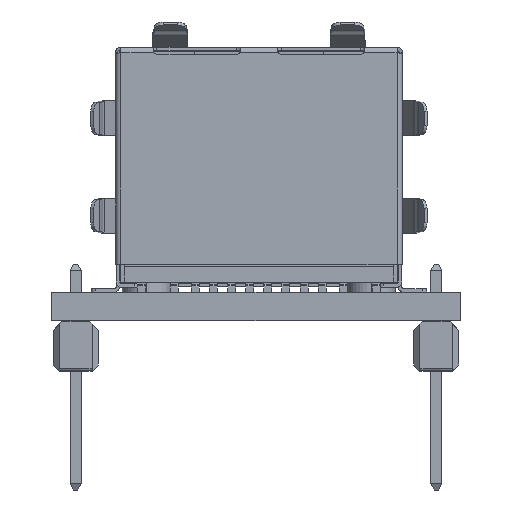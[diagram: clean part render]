
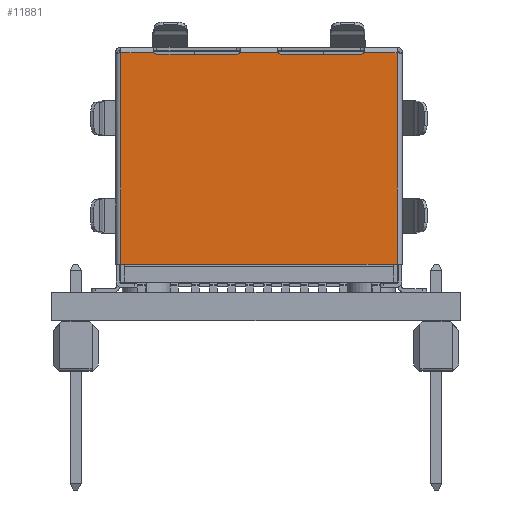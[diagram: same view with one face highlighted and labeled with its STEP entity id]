
A CAD part, front view. The second image highlights one B-rep face of the part: STEP entity #11881.
In plain terms, the highlighted planar face has unit normal (0, -1, 0).
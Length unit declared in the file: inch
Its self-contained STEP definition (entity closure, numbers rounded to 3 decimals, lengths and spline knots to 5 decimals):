
#254 = VERTEX_POINT ( 'NONE', #22626 ) ;
#1772 = DIRECTION ( 'NONE',  ( 0., 1., 0. ) ) ;
#2589 = CARTESIAN_POINT ( 'NONE',  ( 0.50846, 0.08681, 0.59083 ) ) ;
#2861 = CIRCLE ( 'NONE', #100460, 0.00984 ) ;
#4176 = VECTOR ( 'NONE', #10282, 39.37008 ) ;
#4366 = ORIENTED_EDGE ( 'NONE', *, *, #89886, .F. ) ;
#4369 = VERTEX_POINT ( 'NONE', #4625 ) ;
#4625 = CARTESIAN_POINT ( 'NONE',  ( 0.76552, 0.08681, 0.59449 ) ) ;
#5282 = VECTOR ( 'NONE', #89890, 39.37008 ) ;
#5286 = CARTESIAN_POINT ( 'NONE',  ( 0.41004, 0.08681, 0.60067 ) ) ;
#6413 = AXIS2_PLACEMENT_3D ( 'NONE', #25757, #73158, #26431 ) ;
#6620 = CARTESIAN_POINT ( 'NONE',  ( 0.15298, 0.08681, 0.12483 ) ) ;
#7432 = VERTEX_POINT ( 'NONE', #2589 ) ;
#8114 = CARTESIAN_POINT ( 'NONE',  ( 0.22522, 0.08681, 0.59449 ) ) ;
#8119 = FACE_OUTER_BOUND ( 'NONE', #74198, .T. ) ;
#10282 = DIRECTION ( 'NONE',  ( 0., 0., 1. ) ) ;
#11881 = ADVANCED_FACE ( 'NONE', ( #8119 ), #49714, .F. ) ;
#13244 = DIRECTION ( 'NONE',  ( 1., 0., 0. ) ) ;
#14272 = CARTESIAN_POINT ( 'NONE',  ( 0.4177, 0.08681, 0.59449 ) ) ;
#15115 = CIRCLE ( 'NONE', #6413, 0.00984 ) ;
#16842 = CARTESIAN_POINT ( 'NONE',  ( 0.68563, 0.08681, 0.60067 ) ) ;
#17407 = VERTEX_POINT ( 'NONE', #14272 ) ;
#17454 = VERTEX_POINT ( 'NONE', #30311 ) ;
#17859 = VERTEX_POINT ( 'NONE', #28520 ) ;
#18922 = EDGE_CURVE ( 'NONE', #58317, #17454, #31295, .T. ) ;
#19166 = VERTEX_POINT ( 'NONE', #8114 ) ;
#20966 = ORIENTED_EDGE ( 'NONE', *, *, #62194, .T. ) ;
#22626 = CARTESIAN_POINT ( 'NONE',  ( 0.50081, 0.08681, 0.59449 ) ) ;
#23437 = VECTOR ( 'NONE', #26989, 39.37008 ) ;
#25757 = CARTESIAN_POINT ( 'NONE',  ( 0.23287, 0.08681, 0.60067 ) ) ;
#26431 = DIRECTION ( 'NONE',  ( 0., 0., 1. ) ) ;
#26989 = DIRECTION ( 'NONE',  ( 1., 0., 0. ) ) ;
#27459 = ORIENTED_EDGE ( 'NONE', *, *, #82218, .T. ) ;
#27673 = CARTESIAN_POINT ( 'NONE',  ( 0.80311, 0.08681, 0.59449 ) ) ;
#28520 = CARTESIAN_POINT ( 'NONE',  ( 0.68563, 0.08681, 0.59083 ) ) ;
#28625 = ORIENTED_EDGE ( 'NONE', *, *, #18922, .T. ) ;
#29857 = VECTOR ( 'NONE', #39055, 39.37008 ) ;
#30311 = CARTESIAN_POINT ( 'NONE',  ( 0.76552, 0.08681, 0.12483 ) ) ;
#31065 = VERTEX_POINT ( 'NONE', #64007 ) ;
#31213 = CIRCLE ( 'NONE', #62777, 0.00984 ) ;
#31295 = LINE ( 'NONE', #58982, #83841 ) ;
#31596 = CARTESIAN_POINT ( 'NONE',  ( 0.41004, 0.08681, 0.59083 ) ) ;
#32321 = ORIENTED_EDGE ( 'NONE', *, *, #94724, .T. ) ;
#32942 = EDGE_CURVE ( 'NONE', #17407, #254, #52638, .T. ) ;
#33202 = LINE ( 'NONE', #27673, #23437 ) ;
#34203 = VECTOR ( 'NONE', #46336, 39.37008 ) ;
#34313 = DIRECTION ( 'NONE',  ( 0., 1., 0. ) ) ;
#38557 = DIRECTION ( 'NONE',  ( 1., 0., 0. ) ) ;
#39055 = DIRECTION ( 'NONE',  ( 1., 0., 0. ) ) ;
#39814 = DIRECTION ( 'NONE',  ( 0., 0., 1. ) ) ;
#40775 = EDGE_CURVE ( 'NONE', #31065, #17859, #2861, .T. ) ;
#42179 = DIRECTION ( 'NONE',  ( -1., 0., 0. ) ) ;
#43076 = AXIS2_PLACEMENT_3D ( 'NONE', #81094, #34313, #42179 ) ;
#46336 = DIRECTION ( 'NONE',  ( -1., 0., 0. ) ) ;
#47950 = LINE ( 'NONE', #31596, #52865 ) ;
#49714 = PLANE ( 'NONE',  #43076 ) ;
#51243 = AXIS2_PLACEMENT_3D ( 'NONE', #72542, #1772, #39814 ) ;
#52638 = LINE ( 'NONE', #61760, #67196 ) ;
#52767 = DIRECTION ( 'NONE',  ( 0., 0., 1. ) ) ;
#52865 = VECTOR ( 'NONE', #78033, 39.37008 ) ;
#54888 = CARTESIAN_POINT ( 'NONE',  ( 0.23287, 0.08681, 0.59083 ) ) ;
#58317 = VERTEX_POINT ( 'NONE', #6620 ) ;
#58982 = CARTESIAN_POINT ( 'NONE',  ( 0.76552, 0.08681, 0.12483 ) ) ;
#60582 = CARTESIAN_POINT ( 'NONE',  ( 0.41004, 0.08681, 0.59083 ) ) ;
#60880 = VERTEX_POINT ( 'NONE', #60582 ) ;
#61269 = EDGE_CURVE ( 'NONE', #4369, #17454, #90810, .T. ) ;
#61760 = CARTESIAN_POINT ( 'NONE',  ( 0.54365, 0.08681, 0.59449 ) ) ;
#62194 = EDGE_CURVE ( 'NONE', #17859, #7432, #85504, .T. ) ;
#62777 = AXIS2_PLACEMENT_3D ( 'NONE', #5286, #90997, #52767 ) ;
#63465 = ORIENTED_EDGE ( 'NONE', *, *, #66493, .F. ) ;
#64007 = CARTESIAN_POINT ( 'NONE',  ( 0.69329, 0.08681, 0.59449 ) ) ;
#64583 = DIRECTION ( 'NONE',  ( 0., 0., 1. ) ) ;
#65446 = LINE ( 'NONE', #77947, #29857 ) ;
#66338 = EDGE_CURVE ( 'NONE', #17407, #60880, #31213, .T. ) ;
#66493 = EDGE_CURVE ( 'NONE', #82654, #19166, #65446, .T. ) ;
#67196 = VECTOR ( 'NONE', #38557, 39.37008 ) ;
#68956 = LINE ( 'NONE', #80222, #4176 ) ;
#71422 = DIRECTION ( 'NONE',  ( 0., 1., 0. ) ) ;
#72230 = ORIENTED_EDGE ( 'NONE', *, *, #32942, .F. ) ;
#72542 = CARTESIAN_POINT ( 'NONE',  ( 0.50846, 0.08681, 0.60067 ) ) ;
#73158 = DIRECTION ( 'NONE',  ( 0., 1., 0. ) ) ;
#73294 = ORIENTED_EDGE ( 'NONE', *, *, #66338, .T. ) ;
#73437 = ORIENTED_EDGE ( 'NONE', *, *, #61269, .F. ) ;
#74198 = EDGE_LOOP ( 'NONE', ( #27459, #95793, #63465, #84898, #28625, #73437, #4366, #92219, #20966, #32321, #72230, #73294 ) ) ;
#74210 = VERTEX_POINT ( 'NONE', #54888 ) ;
#77393 = CARTESIAN_POINT ( 'NONE',  ( 0.50846, 0.08681, 0.59083 ) ) ;
#77947 = CARTESIAN_POINT ( 'NONE',  ( 0.26281, 0.08681, 0.59449 ) ) ;
#77962 = EDGE_CURVE ( 'NONE', #58317, #82654, #68956, .T. ) ;
#78033 = DIRECTION ( 'NONE',  ( -1., 0., 0. ) ) ;
#79647 = CIRCLE ( 'NONE', #51243, 0.00984 ) ;
#80222 = CARTESIAN_POINT ( 'NONE',  ( 0.15298, 0.08681, 0.12483 ) ) ;
#81094 = CARTESIAN_POINT ( 'NONE',  ( 0.76552, 0.08681, 0.12483 ) ) ;
#82027 = CARTESIAN_POINT ( 'NONE',  ( 0.76552, 0.08681, 0.12483 ) ) ;
#82218 = EDGE_CURVE ( 'NONE', #60880, #74210, #47950, .T. ) ;
#82654 = VERTEX_POINT ( 'NONE', #83104 ) ;
#83104 = CARTESIAN_POINT ( 'NONE',  ( 0.15298, 0.08681, 0.59449 ) ) ;
#83841 = VECTOR ( 'NONE', #13244, 39.37008 ) ;
#84898 = ORIENTED_EDGE ( 'NONE', *, *, #77962, .F. ) ;
#85504 = LINE ( 'NONE', #77393, #34203 ) ;
#89886 = EDGE_CURVE ( 'NONE', #31065, #4369, #33202, .T. ) ;
#89890 = DIRECTION ( 'NONE',  ( 0., 0., -1. ) ) ;
#90810 = LINE ( 'NONE', #82027, #5282 ) ;
#90997 = DIRECTION ( 'NONE',  ( 0., 1., 0. ) ) ;
#92219 = ORIENTED_EDGE ( 'NONE', *, *, #40775, .T. ) ;
#94724 = EDGE_CURVE ( 'NONE', #7432, #254, #79647, .T. ) ;
#95793 = ORIENTED_EDGE ( 'NONE', *, *, #97786, .T. ) ;
#97786 = EDGE_CURVE ( 'NONE', #74210, #19166, #15115, .T. ) ;
#100460 = AXIS2_PLACEMENT_3D ( 'NONE', #16842, #71422, #64583 ) ;
